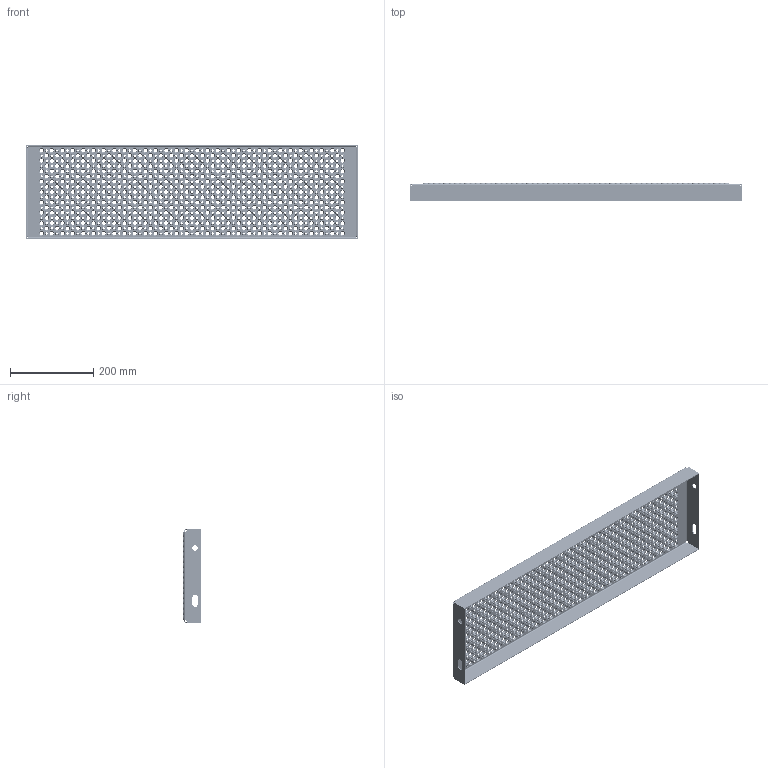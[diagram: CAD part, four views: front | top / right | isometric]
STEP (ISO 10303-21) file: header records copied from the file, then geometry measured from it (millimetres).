
FILE_DESCRIPTION (( 'STEP AP203' ), '1' );
FILE_NAME ('21046_PcP RUSTFRI TRIN_O2_225x800X45mm_M_OPTRÆK.STEP', '2014-02-18T08:23:01', ( '' ), ( '' ), 'SwSTEP 2.0', 'SolidWorks 2013', '' );
FILE_SCHEMA (( 'CONFIG_CONTROL_DESIGN' ));
Products named in the file (1): 21046_PcP RUSTFRI TRIN_O2_225x800X45mm_M_OPTRÆK
Bounding box: 800 x 45 x 225 mm (x, y, z)
Volume: 519273.5 mm3; surface area: 554062.7 mm2
Topology: 1 solids, 1 shells, 7083 faces, 16196 edges, 10118 vertices
Faces by surface type: cone 4012, cylinder 2034, plane 1029, bspline 8
Entity records: 206965 total; most frequent: DIRECTION 40386, CARTESIAN_POINT 33990, ORIENTED_EDGE 32392, AXIS2_PLACEMENT_3D 17146, EDGE_CURVE 16196, VERTEX_POINT 10118, EDGE_LOOP 10100, CIRCLE 10070
